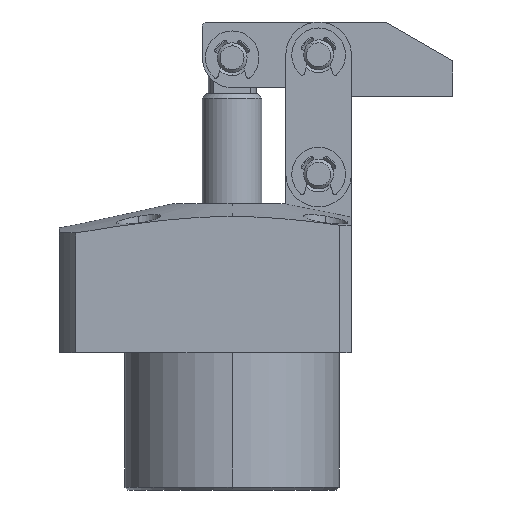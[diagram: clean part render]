
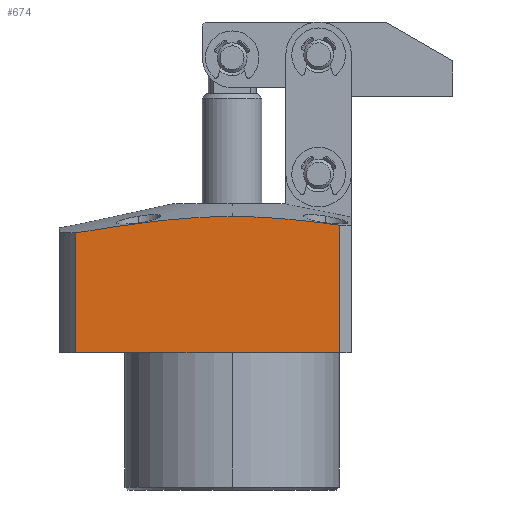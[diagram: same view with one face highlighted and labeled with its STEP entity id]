
A CAD part, front view. The second image highlights one B-rep face of the part: STEP entity #674.
In plain terms, the highlighted face is planar.
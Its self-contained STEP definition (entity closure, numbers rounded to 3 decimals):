
#245 = CARTESIAN_POINT ( 'NONE',  ( 18., 23., 20. ) ) ;
#421 = VECTOR ( 'NONE', #2451, 1000. ) ;
#624 = LINE ( 'NONE', #5704, #3759 ) ;
#674 = ADVANCED_FACE ( 'NONE', ( #5872 ), #6714, .T. ) ;
#998 = LINE ( 'NONE', #6353, #6564 ) ;
#1189 = CARTESIAN_POINT ( 'NONE',  ( 18., 44.406, 20. ) ) ;
#1547 = CARTESIAN_POINT ( 'NONE',  ( 0., 45.874, 20. ) ) ;
#1572 = CARTESIAN_POINT ( 'NONE',  ( 3.02, 45.874, 20. ) ) ;
#1584 = CARTESIAN_POINT ( 'NONE',  ( 6.028, 45.724, 20. ) ) ;
#1603 = CARTESIAN_POINT ( 'NONE',  ( 18., 44.406, 20. ) ) ;
#1628 = CARTESIAN_POINT ( 'NONE',  ( 12.025, 45.199, 20. ) ) ;
#1654 = EDGE_CURVE ( 'NONE', #2472, #1874, #998, .T. ) ;
#1675 = B_SPLINE_CURVE_WITH_KNOTS ( 'NONE', 3,
 ( #3220, #3333, #3178, #3166, #3151, #3138, #3121, #3116, #3096, #3079 ),
 .UNSPECIFIED., .F., .F.,
 ( 4, 2, 2, 2, 4 ),
 ( 0.018, 0.025, 0.031, 0.038, 0.044 ),
 .UNSPECIFIED. ) ;
#1729 = CARTESIAN_POINT ( 'NONE',  ( 15.015, 44.831, 20. ) ) ;
#1754 = EDGE_CURVE ( 'NONE', #2472, #3467, #624, .T. ) ;
#1759 = CARTESIAN_POINT ( 'NONE',  ( -26.249, 43.111, 20. ) ) ;
#1874 = VERTEX_POINT ( 'NONE', #4978 ) ;
#2005 = ORIENTED_EDGE ( 'NONE', *, *, #1754, .T. ) ;
#2211 = EDGE_CURVE ( 'NONE', #3467, #5817, #6673, .T. ) ;
#2445 = CARTESIAN_POINT ( 'NONE',  ( -26.249, 0., 20. ) ) ;
#2451 = DIRECTION ( 'NONE',  ( 0., 1., 0. ) ) ;
#2465 = CARTESIAN_POINT ( 'NONE',  ( 0., 45.874, 20. ) ) ;
#2472 = VERTEX_POINT ( 'NONE', #245 ) ;
#3079 = CARTESIAN_POINT ( 'NONE',  ( -26.249, 43.111, 20. ) ) ;
#3096 = CARTESIAN_POINT ( 'NONE',  ( -24.076, 43.479, 20. ) ) ;
#3116 = CARTESIAN_POINT ( 'NONE',  ( -21.9, 43.83, 20. ) ) ;
#3121 = CARTESIAN_POINT ( 'NONE',  ( -17.542, 44.481, 20. ) ) ;
#3138 = CARTESIAN_POINT ( 'NONE',  ( -15.36, 44.779, 20. ) ) ;
#3151 = CARTESIAN_POINT ( 'NONE',  ( -10.989, 45.291, 20. ) ) ;
#3156 = EDGE_CURVE ( 'NONE', #5817, #3348, #1675, .T. ) ;
#3166 = CARTESIAN_POINT ( 'NONE',  ( -8.8, 45.502, 20. ) ) ;
#3178 = CARTESIAN_POINT ( 'NONE',  ( -4.409, 45.795, 20. ) ) ;
#3220 = CARTESIAN_POINT ( 'NONE',  ( 0., 45.874, 20. ) ) ;
#3309 = EDGE_LOOP ( 'NONE', ( #2005, #5396, #5053, #5701, #5503 ) ) ;
#3333 = CARTESIAN_POINT ( 'NONE',  ( -2.208, 45.874, 20. ) ) ;
#3348 = VERTEX_POINT ( 'NONE', #1759 ) ;
#3467 = VERTEX_POINT ( 'NONE', #1189 ) ;
#3759 = VECTOR ( 'NONE', #5690, 1000. ) ;
#4978 = CARTESIAN_POINT ( 'NONE',  ( -26.249, 23., 20. ) ) ;
#5053 = ORIENTED_EDGE ( 'NONE', *, *, #3156, .T. ) ;
#5141 = EDGE_CURVE ( 'NONE', #1874, #3348, #6023, .T. ) ;
#5396 = ORIENTED_EDGE ( 'NONE', *, *, #2211, .T. ) ;
#5503 = ORIENTED_EDGE ( 'NONE', *, *, #1654, .F. ) ;
#5690 = DIRECTION ( 'NONE',  ( 0., 1., 0. ) ) ;
#5701 = ORIENTED_EDGE ( 'NONE', *, *, #5141, .F. ) ;
#5704 = CARTESIAN_POINT ( 'NONE',  ( 18., 0., 20. ) ) ;
#5817 = VERTEX_POINT ( 'NONE', #2465 ) ;
#5872 = FACE_OUTER_BOUND ( 'NONE', #3309, .T. ) ;
#6023 = LINE ( 'NONE', #2445, #421 ) ;
#6168 = AXIS2_PLACEMENT_3D ( 'NONE', #6649, #6731, #6742 ) ;
#6353 = CARTESIAN_POINT ( 'NONE',  ( 18., 23., 20. ) ) ;
#6370 = DIRECTION ( 'NONE',  ( -1., 0., 0. ) ) ;
#6564 = VECTOR ( 'NONE', #6370, 1000. ) ;
#6649 = CARTESIAN_POINT ( 'NONE',  ( 0., 0., 20. ) ) ;
#6673 = B_SPLINE_CURVE_WITH_KNOTS ( 'NONE', 3,
 ( #1603, #1729, #1628, #1584, #1572, #1547 ),
 .UNSPECIFIED., .F., .F.,
 ( 4, 2, 4 ),
 ( 0., 0.009, 0.018 ),
 .UNSPECIFIED. ) ;
#6714 = PLANE ( 'NONE',  #6168 ) ;
#6731 = DIRECTION ( 'NONE',  ( 0., 0., 1. ) ) ;
#6742 = DIRECTION ( 'NONE',  ( 1., 0., 0. ) ) ;
